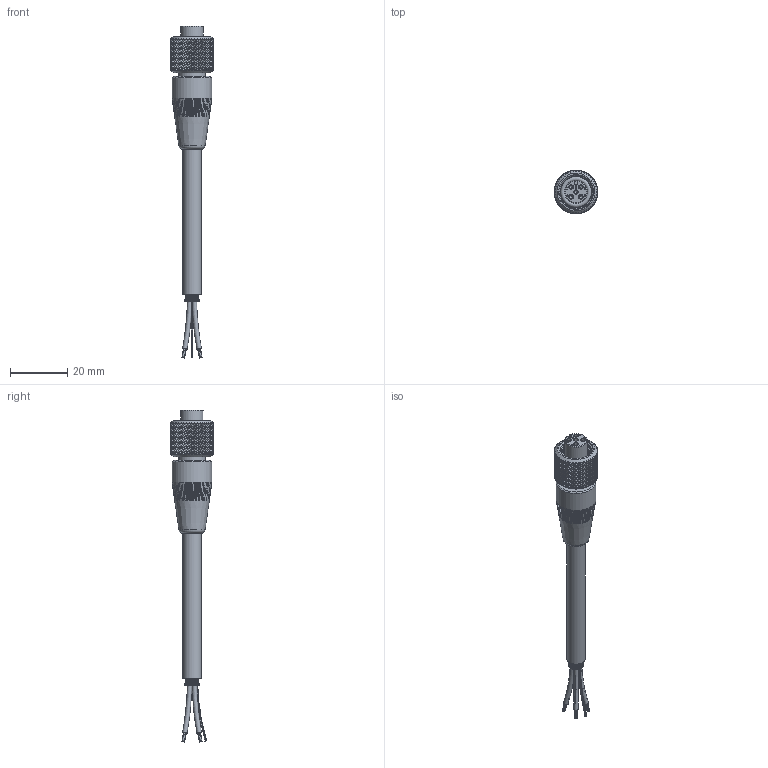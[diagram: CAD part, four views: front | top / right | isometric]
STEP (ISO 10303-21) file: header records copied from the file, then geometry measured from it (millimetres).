
FILE_DESCRIPTION(/* description */ (''),/* implementation_level */ '2;1');
FILE_NAME(/* name */ 'M5E.stp',/* time_stamp */ '2026-02-03T09:09:14-05:00',/* author */ ('cthayer'),/* organization */ (''),/* preprocessor_version */ 'ST-DEVELOPER v20',/* originating_system */ 'Autodesk Inventor 2025',/* authorisation */ '');
FILE_SCHEMA (('AUTOMOTIVE_DESIGN { 1 0 10303 214 3 1 1 }'));
Length unit declared in the file: inch
Products named in the file (7): M4A; CBP10593; CBP10591; CBP10629; CBP10557; MSP10137; CB105
Assembly tree (10 placements, depth 2):
  M4A
    CBP10593
    CBP10591
    CBP10629
    CBP10557  x5
    MSP10137
    CB105
Bounding box: 15.24 x 15.24 x 116.2 mm (x, y, z)
Volume: 6797.7 mm3; surface area: 8212.6 mm2
Topology: 70 solids, 70 shells, 5215 faces, 12064 edges, 6546 vertices
Faces by surface type: bspline 3128, cylinder 1152, plane 754, torus 130, cone 51
Full cylindrical faces by diameter (mm): 0.128 x19, 0.203 x48, 0.74 x10, 1.25 x10, 1.575 x4, 1.803 x5, 1.854 x5, 1.981 x10, 2.591 x5, 3.937 x1, 4.572 x1, 6.35 x1, 9.423 x1, 9.677 x1, 10.795 x1, 10.922 x4, 11.974 x1, 12.119 x1, 12.265 x1, 12.41 x1, 12.555 x1, 12.7 x2, 12.845 x1, 12.99 x1, 13.135 x1, 13.281 x1, 13.426 x1, 13.571 x1, 13.97 x1
Entity records: 257429 total; most frequent: CARTESIAN_POINT 161220, ORIENTED_EDGE 23804, EDGE_CURVE 11902, DIRECTION 10364, B_SPLINE_CURVE_WITH_KNOTS 8276, VERTEX_POINT 6442, EDGE_LOOP 5316, STYLED_ITEM 5212
